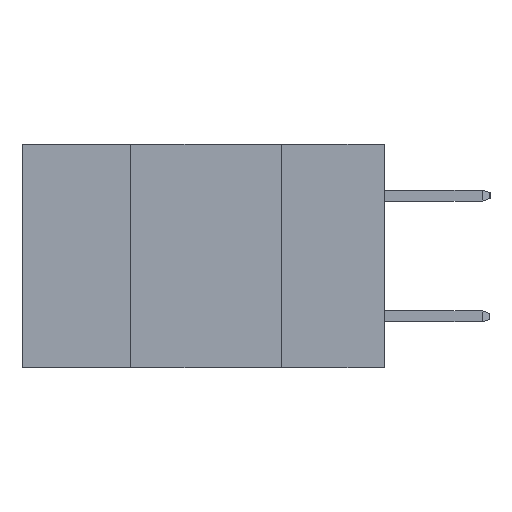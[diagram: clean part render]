
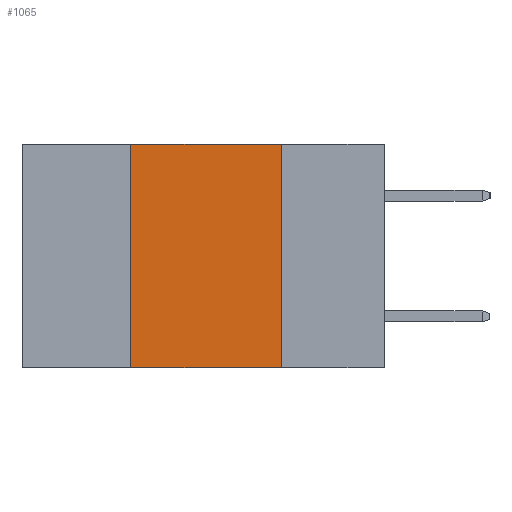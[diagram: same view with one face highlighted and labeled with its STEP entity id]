
A CAD part, left-side view. The second image highlights one B-rep face of the part: STEP entity #1065.
In plain terms, the highlighted planar face has unit normal (-1, 0, 0).
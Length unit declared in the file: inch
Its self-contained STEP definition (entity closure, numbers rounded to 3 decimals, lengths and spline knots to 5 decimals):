
#164 = CARTESIAN_POINT ( 'NONE',  ( 0., 0.17, -0.37 ) ) ;
#1065 = ADVANCED_FACE ( 'NONE', ( #1883 ), #8252, .F. ) ;
#1681 = DIRECTION ( 'NONE',  ( 0., 0., 1. ) ) ;
#1773 = VERTEX_POINT ( 'NONE', #164 ) ;
#1883 = FACE_OUTER_BOUND ( 'NONE', #7222, .T. ) ;
#2319 = VECTOR ( 'NONE', #6968, 39.37008 ) ;
#2441 = DIRECTION ( 'NONE',  ( 0., 0., -1. ) ) ;
#2598 = CARTESIAN_POINT ( 'NONE',  ( 0., 0.42, 0. ) ) ;
#2610 = VERTEX_POINT ( 'NONE', #8462 ) ;
#2628 = CARTESIAN_POINT ( 'NONE',  ( 0., 0.6, -0.37 ) ) ;
#2633 = LINE ( 'NONE', #3279, #2319 ) ;
#3279 = CARTESIAN_POINT ( 'NONE',  ( 0., 0.6, 0. ) ) ;
#3425 = ORIENTED_EDGE ( 'NONE', *, *, #10521, .T. ) ;
#3577 = CARTESIAN_POINT ( 'NONE',  ( 0., 0.42, 0. ) ) ;
#3811 = LINE ( 'NONE', #2628, #8813 ) ;
#4965 = CARTESIAN_POINT ( 'NONE',  ( 0., 0.42, -0.37 ) ) ;
#5993 = DIRECTION ( 'NONE',  ( 0., 0., -1. ) ) ;
#6428 = LINE ( 'NONE', #9560, #8678 ) ;
#6968 = DIRECTION ( 'NONE',  ( 0., -1., 0. ) ) ;
#7153 = ORIENTED_EDGE ( 'NONE', *, *, #11088, .F. ) ;
#7172 = LINE ( 'NONE', #2598, #11278 ) ;
#7187 = EDGE_CURVE ( 'NONE', #9371, #7214, #7172, .T. ) ;
#7214 = VERTEX_POINT ( 'NONE', #3577 ) ;
#7222 = EDGE_LOOP ( 'NONE', ( #9236, #7153, #8480, #3425 ) ) ;
#7924 = CARTESIAN_POINT ( 'NONE',  ( 0., 0.6, 0. ) ) ;
#8252 = PLANE ( 'NONE',  #11351 ) ;
#8462 = CARTESIAN_POINT ( 'NONE',  ( 0., 0.17, 0. ) ) ;
#8480 = ORIENTED_EDGE ( 'NONE', *, *, #7187, .F. ) ;
#8678 = VECTOR ( 'NONE', #2441, 39.37008 ) ;
#8813 = VECTOR ( 'NONE', #10505, 39.37008 ) ;
#9236 = ORIENTED_EDGE ( 'NONE', *, *, #11186, .F. ) ;
#9371 = VERTEX_POINT ( 'NONE', #4965 ) ;
#9502 = DIRECTION ( 'NONE',  ( 1., 0., 0. ) ) ;
#9560 = CARTESIAN_POINT ( 'NONE',  ( 0., 0.17, 0. ) ) ;
#10505 = DIRECTION ( 'NONE',  ( 0., -1., 0. ) ) ;
#10521 = EDGE_CURVE ( 'NONE', #9371, #1773, #3811, .T. ) ;
#11088 = EDGE_CURVE ( 'NONE', #7214, #2610, #2633, .T. ) ;
#11186 = EDGE_CURVE ( 'NONE', #2610, #1773, #6428, .T. ) ;
#11278 = VECTOR ( 'NONE', #1681, 39.37008 ) ;
#11351 = AXIS2_PLACEMENT_3D ( 'NONE', #7924, #9502, #5993 ) ;
